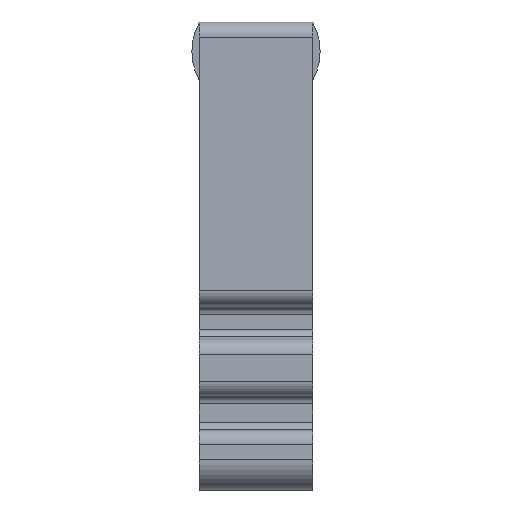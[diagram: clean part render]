
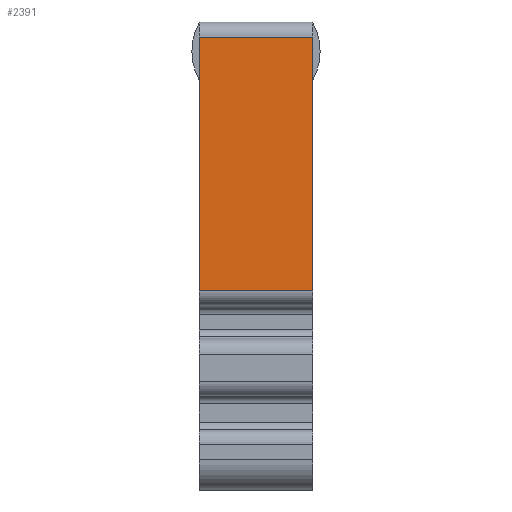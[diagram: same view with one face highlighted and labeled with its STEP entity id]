
A CAD part, front view. The second image highlights one B-rep face of the part: STEP entity #2391.
In plain terms, the highlighted planar face has unit normal (0, -1, 0).
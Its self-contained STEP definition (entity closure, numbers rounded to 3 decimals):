
#2371=AXIS2_PLACEMENT_3D('Plane Axis2P3D',#2368,#2369,#2370) ;
#536=CARTESIAN_POINT('Vertex',(0.5,2.,13.2)) ;
#539=CARTESIAN_POINT('Line Origine',(0.5,2.,21.6)) ;
#543=CARTESIAN_POINT('Vertex',(0.5,2.,30.)) ;
#2349=CARTESIAN_POINT('Line Origine',(4.25,2.,30.)) ;
#2353=CARTESIAN_POINT('Vertex',(8.,2.,30.)) ;
#2368=CARTESIAN_POINT('Axis2P3D Location',(4.25,2.,13.2)) ;
#2373=CARTESIAN_POINT('Line Origine',(4.25,2.,13.2)) ;
#2377=CARTESIAN_POINT('Vertex',(8.,2.,13.2)) ;
#2380=CARTESIAN_POINT('Line Origine',(8.,2.,21.6)) ;
#540=DIRECTION('Vector Direction',(0.,0.,1.)) ;
#2350=DIRECTION('Vector Direction',(1.,0.,0.)) ;
#2369=DIRECTION('Axis2P3D Direction',(0.,1.,0.)) ;
#2370=DIRECTION('Axis2P3D XDirection',(0.,0.,1.)) ;
#2374=DIRECTION('Vector Direction',(1.,0.,0.)) ;
#2381=DIRECTION('Vector Direction',(0.,0.,1.)) ;
#541=VECTOR('Line Direction',#540,1.) ;
#2351=VECTOR('Line Direction',#2350,1.) ;
#2375=VECTOR('Line Direction',#2374,1.) ;
#2382=VECTOR('Line Direction',#2381,1.) ;
#2386=ORIENTED_EDGE('',*,*,#2355,.F.) ;
#2387=ORIENTED_EDGE('',*,*,#545,.T.) ;
#2388=ORIENTED_EDGE('',*,*,#2379,.T.) ;
#2389=ORIENTED_EDGE('',*,*,#2384,.F.) ;
#2391=ADVANCED_FACE('Koerper.2',(#2390),#2372,.F.) ;
#545=EDGE_CURVE('',#544,#537,#542,.F.) ;
#2355=EDGE_CURVE('',#544,#2354,#2352,.T.) ;
#2379=EDGE_CURVE('',#537,#2378,#2376,.T.) ;
#2384=EDGE_CURVE('',#2354,#2378,#2383,.F.) ;
#2385=EDGE_LOOP('',(#2386,#2387,#2388,#2389)) ;
#2390=FACE_OUTER_BOUND('',#2385,.T.) ;
#542=LINE('Line',#539,#541) ;
#2352=LINE('Line',#2349,#2351) ;
#2376=LINE('Line',#2373,#2375) ;
#2383=LINE('Line',#2380,#2382) ;
#2372=PLANE('',#2371) ;
#537=VERTEX_POINT('',#536) ;
#544=VERTEX_POINT('',#543) ;
#2354=VERTEX_POINT('',#2353) ;
#2378=VERTEX_POINT('',#2377) ;
